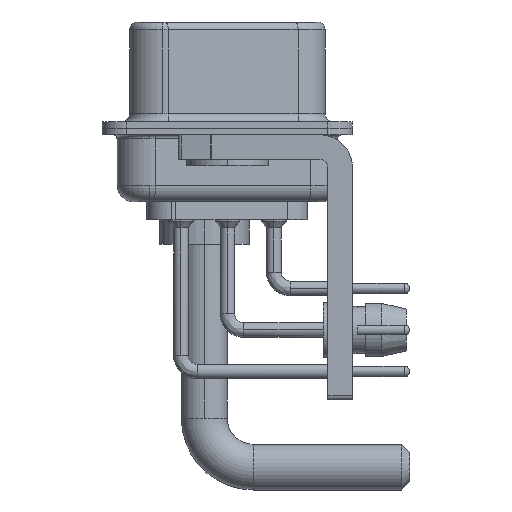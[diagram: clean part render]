
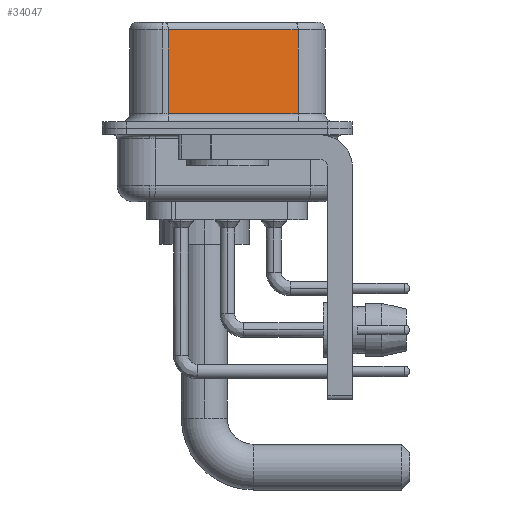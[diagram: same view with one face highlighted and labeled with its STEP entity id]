
A CAD part, left-side view. The second image highlights one B-rep face of the part: STEP entity #34047.
In plain terms, the highlighted planar face has unit normal (-0.985, -0.174, 0).
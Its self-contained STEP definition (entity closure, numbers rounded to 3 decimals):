
#185 = LINE ( 'NONE', #17757, #6104 ) ;
#473 = PLANE ( 'NONE',  #3422 ) ;
#1346 = VECTOR ( 'NONE', #31928, 1000. ) ;
#1470 = DIRECTION ( 'NONE',  ( 0.174, -0.985, 0. ) ) ;
#2641 = LINE ( 'NONE', #35289, #5106 ) ;
#3405 = FACE_OUTER_BOUND ( 'NONE', #25485, .T. ) ;
#3422 = AXIS2_PLACEMENT_3D ( 'NONE', #21370, #24303, #9445 ) ;
#3680 = EDGE_CURVE ( 'NONE', #23623, #16004, #25491, .T. ) ;
#4650 = CARTESIAN_POINT ( 'NONE',  ( 3.73, 3.628, 6.02 ) ) ;
#5106 = VECTOR ( 'NONE', #34897, 1000. ) ;
#5262 = EDGE_CURVE ( 'NONE', #30734, #23784, #185, .T. ) ;
#6104 = VECTOR ( 'NONE', #12068, 1000. ) ;
#7218 = VECTOR ( 'NONE', #1470, 1000. ) ;
#8260 = CARTESIAN_POINT ( 'NONE',  ( 5.132, -4.322, 6.52 ) ) ;
#9445 = DIRECTION ( 'NONE',  ( -0.174, 0.985, 0. ) ) ;
#10375 = CARTESIAN_POINT ( 'NONE',  ( 5.132, -4.322, 0.9 ) ) ;
#12068 = DIRECTION ( 'NONE',  ( -0.174, 0.985, 0. ) ) ;
#16004 = VERTEX_POINT ( 'NONE', #10375 ) ;
#16553 = EDGE_CURVE ( 'NONE', #30734, #16004, #28797, .T. ) ;
#17757 = CARTESIAN_POINT ( 'NONE',  ( 5.132, -4.322, 6.02 ) ) ;
#19185 = ORIENTED_EDGE ( 'NONE', *, *, #29604, .T. ) ;
#21370 = CARTESIAN_POINT ( 'NONE',  ( 5.132, -4.322, 6.52 ) ) ;
#23623 = VERTEX_POINT ( 'NONE', #34162 ) ;
#23784 = VERTEX_POINT ( 'NONE', #4650 ) ;
#24303 = DIRECTION ( 'NONE',  ( 0.985, 0.174, 0. ) ) ;
#25485 = EDGE_LOOP ( 'NONE', ( #29992, #28818, #19185, #27372 ) ) ;
#25491 = LINE ( 'NONE', #30445, #7218 ) ;
#25520 = CARTESIAN_POINT ( 'NONE',  ( 5.132, -4.322, 6.02 ) ) ;
#27372 = ORIENTED_EDGE ( 'NONE', *, *, #3680, .T. ) ;
#28797 = LINE ( 'NONE', #8260, #1346 ) ;
#28818 = ORIENTED_EDGE ( 'NONE', *, *, #5262, .T. ) ;
#29604 = EDGE_CURVE ( 'NONE', #23784, #23623, #2641, .T. ) ;
#29992 = ORIENTED_EDGE ( 'NONE', *, *, #16553, .F. ) ;
#30445 = CARTESIAN_POINT ( 'NONE',  ( 5.132, -4.322, 0.9 ) ) ;
#30734 = VERTEX_POINT ( 'NONE', #25520 ) ;
#31928 = DIRECTION ( 'NONE',  ( 0., 0., -1. ) ) ;
#34047 = ADVANCED_FACE ( 'NONE', ( #3405 ), #473, .F. ) ;
#34162 = CARTESIAN_POINT ( 'NONE',  ( 3.73, 3.628, 0.9 ) ) ;
#34897 = DIRECTION ( 'NONE',  ( 0., 0., -1. ) ) ;
#35289 = CARTESIAN_POINT ( 'NONE',  ( 3.73, 3.628, 6.52 ) ) ;
